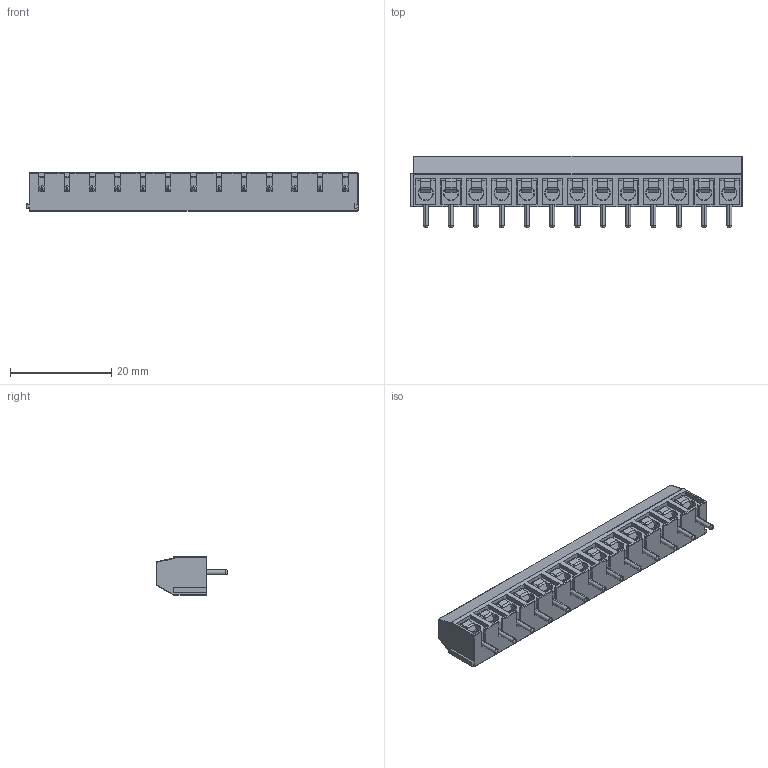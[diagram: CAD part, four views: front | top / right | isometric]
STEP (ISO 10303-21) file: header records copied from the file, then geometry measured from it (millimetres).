
FILE_DESCRIPTION((''),'2;1');
FILE_NAME('TB5P-13P_P5_L65_W7-6_H10','2019-11-24T',('Dragos'),(''),'PRO/ENGINEER BY PARAMETRIC TECHNOLOGY CORPORATION, 2004440','PRO/ENGINEER BY PARAMETRIC TECHNOLOGY CORPORATION, 2004440','');
FILE_SCHEMA(('AUTOMOTIVE_DESIGN { 1 0 10303 214 1 1 1 1 }'));
Length unit declared in the file: millimetre
Products named in the file (1): TB5P-13P_P5_L65_W7-6_H10
Bounding box: 65.6 x 14.1 x 7.6 mm (x, y, z)
Volume: 3594.5 mm3; surface area: 6592.5 mm2
Topology: 1 solids, 1 shells, 1138 faces, 2866 edges, 1872 vertices
Faces by surface type: plane 519, cylinder 399, torus 130, bspline 78, sphere 12
Entity records: 53635 total; most frequent: CARTESIAN_POINT 13760, DIRECTION 5694, ORIENTED_EDGE 5602, PRESENTATION_STYLE_ASSIGNMENT 3199, STYLED_ITEM 2868, CURVE_STYLE 2867, EDGE_CURVE 2801, AXIS2_PLACEMENT_3D 2007
